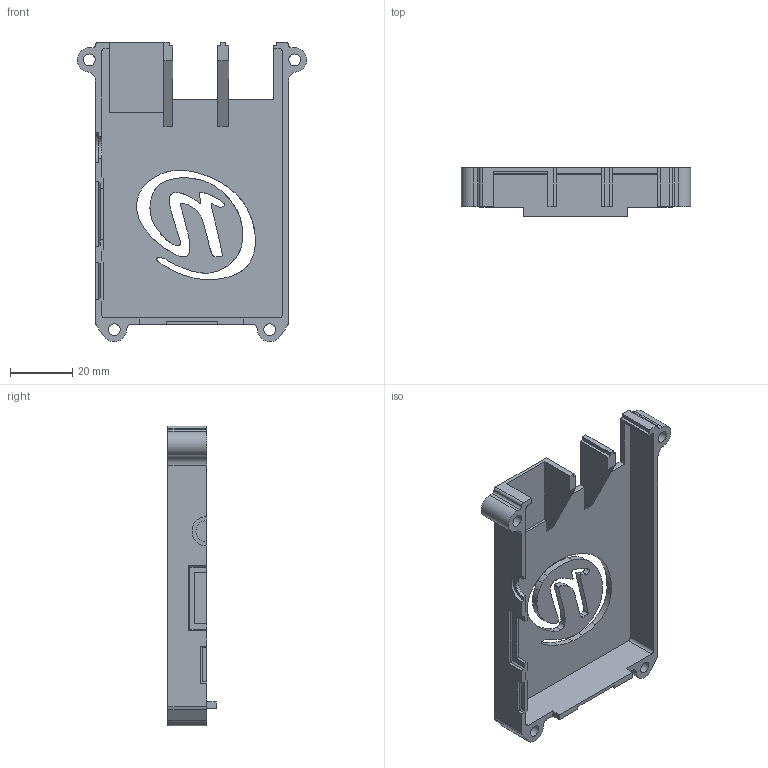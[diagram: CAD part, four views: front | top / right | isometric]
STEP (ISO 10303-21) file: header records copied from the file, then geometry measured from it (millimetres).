
FILE_DESCRIPTION(/* description */ (''),/* implementation_level */ '2;1');
FILE_NAME(/* name */ 'rpi2topnetsoc v1.stp',/* time_stamp */ '2025-09-12T00:19:29+02:00',/* author */ (''),/* organization */ (''),/* preprocessor_version */ 'ST-DEVELOPER v20.1',/* originating_system */ 'Autodesk Translation Framework v14.10.0.0',/* authorisation */ '');
FILE_SCHEMA (('AUTOMOTIVE_DESIGN { 1 0 10303 214 3 1 1 }'));
Length unit declared in the file: millimetre
Products named in the file (1): rpi2-top-netsoc
Bounding box: 73.78 x 15.5 x 96.25 mm (x, y, z)
Volume: 16418.7 mm3; surface area: 17829.4 mm2
Topology: 1 solids, 1 shells, 165 faces, 473 edges, 314 vertices
Faces by surface type: plane 82, bspline 55, cylinder 28
Full cylindrical faces by diameter (mm): 3.8 x4, 5.8 x4
Entity records: 5607 total; most frequent: CARTESIAN_POINT 1671, ORIENTED_EDGE 946, DIRECTION 641, EDGE_CURVE 473, VERTEX_POINT 314, LINE 307, VECTOR 307, EDGE_LOOP 179
